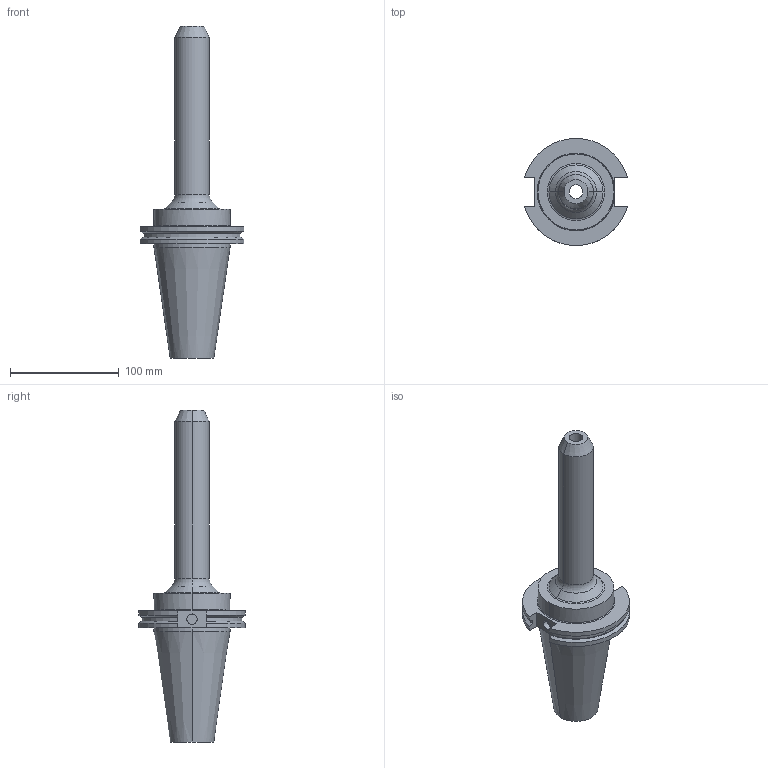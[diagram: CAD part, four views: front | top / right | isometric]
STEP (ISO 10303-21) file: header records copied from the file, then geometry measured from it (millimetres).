
FILE_DESCRIPTION (( 'STEP AP203' ), '1' );
FILE_NAME ('STP-22937-8-AD+B.STEP', '2021-05-24T03:30:21', ( '' ), ( '' ), 'SwSTEP 2.0', 'SolidWorks 2017', '' );
FILE_SCHEMA (( 'CONFIG_CONTROL_DESIGN' ));
Length unit declared in the file: millimetre
Products named in the file (1): STP-22937-8-AD+B
Bounding box: 94.95 x 98.05 x 304.8 mm (x, y, z)
Volume: 495476.7 mm3; surface area: 70908.9 mm2
Topology: 1 solids, 1 shells, 64 faces, 149 edges, 92 vertices
Faces by surface type: cylinder 24, plane 18, cone 16, torus 5, bspline 1
Entity records: 1960 total; most frequent: CARTESIAN_POINT 381, DIRECTION 338, ORIENTED_EDGE 298, EDGE_CURVE 149, AXIS2_PLACEMENT_3D 135, VERTEX_POINT 92, EDGE_LOOP 71, CIRCLE 71
